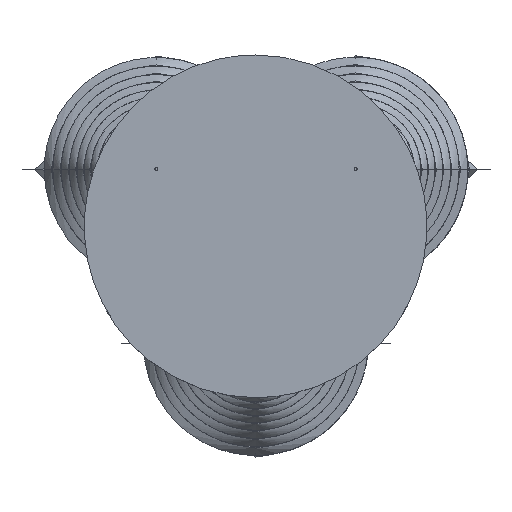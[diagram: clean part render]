
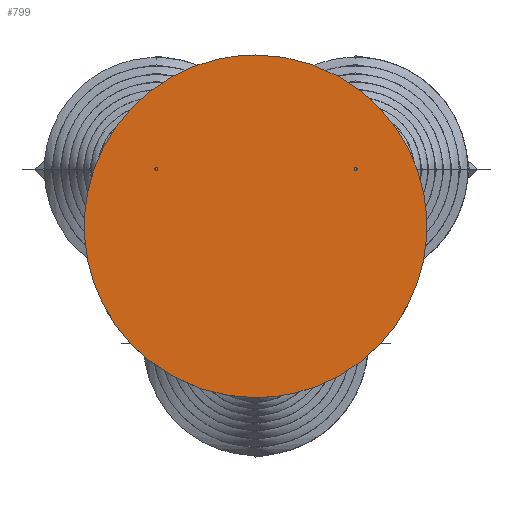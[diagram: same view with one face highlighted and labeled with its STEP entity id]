
A CAD part, top view. The second image highlights one B-rep face of the part: STEP entity #799.
In plain terms, the highlighted planar face has unit normal (0, 0, 1).
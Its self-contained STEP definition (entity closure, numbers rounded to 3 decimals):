
#305=PLANE('',#7301);
#799=ADVANCED_FACE('',(#1254),#305,.T.);
#1254=FACE_OUTER_BOUND('',#1745,.T.);
#1745=EDGE_LOOP('',(#3361,#3362));
#3361=ORIENTED_EDGE('',*,*,#4732,.F.);
#3362=ORIENTED_EDGE('',*,*,#4728,.F.);
#4728=EDGE_CURVE('',#6661,#6663,#5964,.T.);
#4732=EDGE_CURVE('',#6663,#6661,#5968,.T.);
#5964=(
BOUNDED_CURVE()
B_SPLINE_CURVE(2,(#22274,#22275,#22276,#22277,#22278),.UNSPECIFIED.,.F.,
 .F.)
B_SPLINE_CURVE_WITH_KNOTS((3,2,3),(-1398.065,-1048.549,
-699.032),.UNSPECIFIED.)
CURVE()
GEOMETRIC_REPRESENTATION_ITEM()
RATIONAL_B_SPLINE_CURVE((1.,0.707,1.,0.707,1.))
REPRESENTATION_ITEM('')
);
#5968=(
BOUNDED_CURVE()
B_SPLINE_CURVE(2,(#22288,#22289,#22290,#22291,#22292),.UNSPECIFIED.,.F.,
 .F.)
B_SPLINE_CURVE_WITH_KNOTS((3,2,3),(-699.032,-349.516,
0.),.UNSPECIFIED.)
CURVE()
GEOMETRIC_REPRESENTATION_ITEM()
RATIONAL_B_SPLINE_CURVE((1.,0.707,1.,0.707,1.))
REPRESENTATION_ITEM('')
);
#6661=VERTEX_POINT('',#22270);
#6663=VERTEX_POINT('',#22272);
#7301=AXIS2_PLACEMENT_3D('',#22258,#7400,$);
#7400=DIRECTION('',(0.,0.,1.));
#22258=CARTESIAN_POINT('',(277.788,-277.935,30.5));
#22270=CARTESIAN_POINT('',(-0.348,222.71,30.5));
#22272=CARTESIAN_POINT('',(-0.348,-222.308,30.5));
#22274=CARTESIAN_POINT('',(-0.348,222.71,30.5));
#22275=CARTESIAN_POINT('',(222.161,222.71,30.5));
#22276=CARTESIAN_POINT('',(222.161,0.201,30.5));
#22277=CARTESIAN_POINT('',(222.161,-222.308,30.5));
#22278=CARTESIAN_POINT('',(-0.348,-222.308,30.5));
#22288=CARTESIAN_POINT('',(-0.348,-222.308,30.5));
#22289=CARTESIAN_POINT('',(-222.857,-222.308,30.5));
#22290=CARTESIAN_POINT('',(-222.857,0.201,30.5));
#22291=CARTESIAN_POINT('',(-222.857,222.71,30.5));
#22292=CARTESIAN_POINT('',(-0.348,222.71,30.5));
